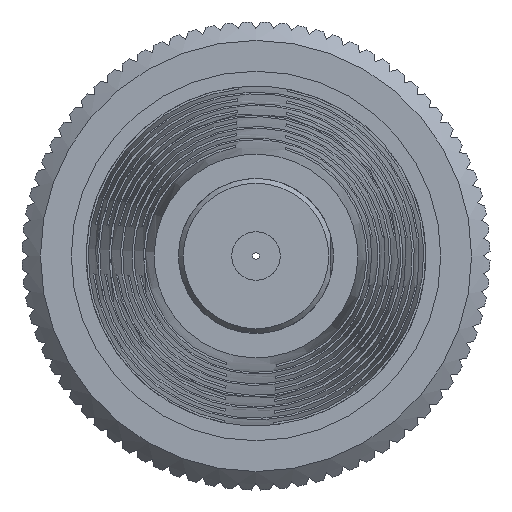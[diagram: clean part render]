
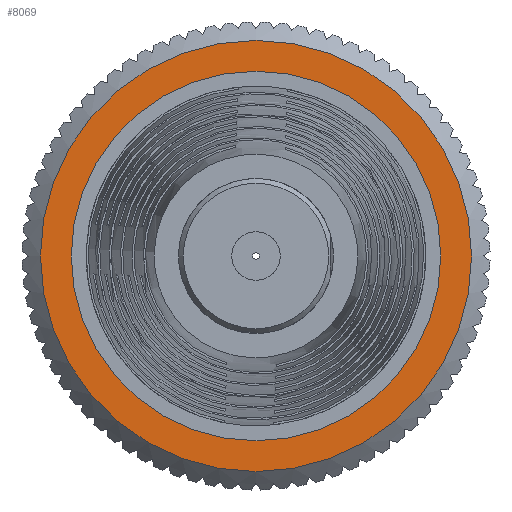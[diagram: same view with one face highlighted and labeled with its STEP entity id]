
A CAD part, front view. The second image highlights one B-rep face of the part: STEP entity #8069.
In plain terms, the highlighted planar face has unit normal (0, -1, 0).
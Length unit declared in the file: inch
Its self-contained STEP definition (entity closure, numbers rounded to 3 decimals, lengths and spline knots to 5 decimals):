
#36=FACE_BOUND('',#905,.T.);
#95=PLANE('',#8696);
#484=FACE_OUTER_BOUND('',#904,.T.);
#904=EDGE_LOOP('',(#5881));
#905=EDGE_LOOP('',(#5882));
#2650=CIRCLE('',#8446,0.15);
#2813=CIRCLE('',#8612,0.175);
#3035=VERTEX_POINT('',#11509);
#3518=VERTEX_POINT('',#13441);
#3845=EDGE_CURVE('',#3035,#3035,#2650,.T.);
#4330=EDGE_CURVE('',#3518,#3518,#2813,.T.);
#5881=ORIENTED_EDGE('',*,*,#4330,.F.);
#5882=ORIENTED_EDGE('',*,*,#3845,.F.);
#8069=ADVANCED_FACE('',(#484,#36),#95,.F.);
#8446=AXIS2_PLACEMENT_3D('',#11511,#9262,#9263);
#8612=AXIS2_PLACEMENT_3D('',#13442,#9596,#9597);
#8696=AXIS2_PLACEMENT_3D('',#13690,#9926,#9927);
#9262=DIRECTION('center_axis',(0.,-1.,0.));
#9263=DIRECTION('ref_axis',(0.,0.,-1.));
#9596=DIRECTION('center_axis',(0.,1.,0.));
#9597=DIRECTION('ref_axis',(0.,0.,1.));
#9926=DIRECTION('center_axis',(0.,1.,0.));
#9927=DIRECTION('ref_axis',(0.,0.,1.));
#11509=CARTESIAN_POINT('',(0.,-0.5243,0.15));
#11511=CARTESIAN_POINT('Origin',(0.,-0.5243,
0.));
#13441=CARTESIAN_POINT('',(0.,-0.5243,0.175));
#13442=CARTESIAN_POINT('Origin',(0.,-0.5243,
0.));
#13690=CARTESIAN_POINT('Origin',(0.,-0.5243,
0.));
